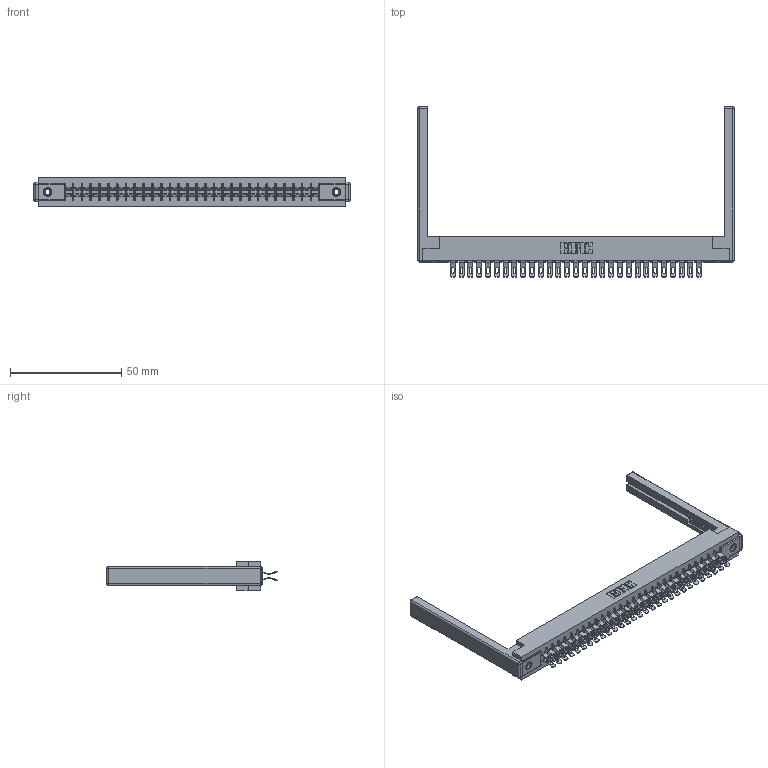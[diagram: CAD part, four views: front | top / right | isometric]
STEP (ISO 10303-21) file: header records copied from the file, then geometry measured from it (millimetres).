
FILE_DESCRIPTION (( 'STEP AP203' ), '1' );
FILE_NAME ('355-058-555-268.STEP', '2019-09-12T13:26:49', ( '' ), ( '' ), 'SwSTEP 2.0', 'SolidWorks 2016', '' );
FILE_SCHEMA (( 'CONFIG_CONTROL_DESIGN' ));
Length unit declared in the file: inch
Products named in the file (5): 305 Part_.156 Dia; 305-290-001_555; 355-058-555-268; 345-250-001_345-250-001-102; 307-220-068
Assembly tree (63 placements, depth 2):
  355-058-555-268
    305 Part_.156 Dia
    305-290-001_555  x58
    345-250-001_345-250-001-102  x2
    307-220-068  x2
Bounding box: 142.34 x 76.71 x 12.7 mm (x, y, z)
Volume: 19328.4 mm3; surface area: 23777.7 mm2
Topology: 63 solids, 63 shells, 4098 faces, 12161 edges, 7930 vertices
Faces by surface type: plane 2012, cylinder 1946, sphere 124, cone 12, torus 4
Entity records: 36365 total; most frequent: CARTESIAN_POINT 6008, ORIENTED_EDGE 5944, DIRECTION 5836, EDGE_CURVE 2972, LINE 2360, VECTOR 2360, VERTEX_POINT 1894, AXIS2_PLACEMENT_3D 1738
